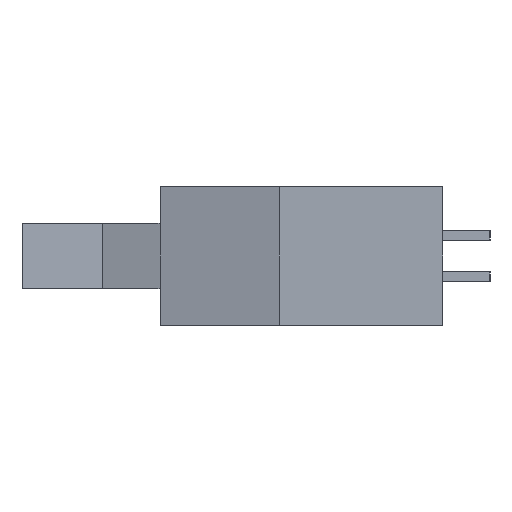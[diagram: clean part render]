
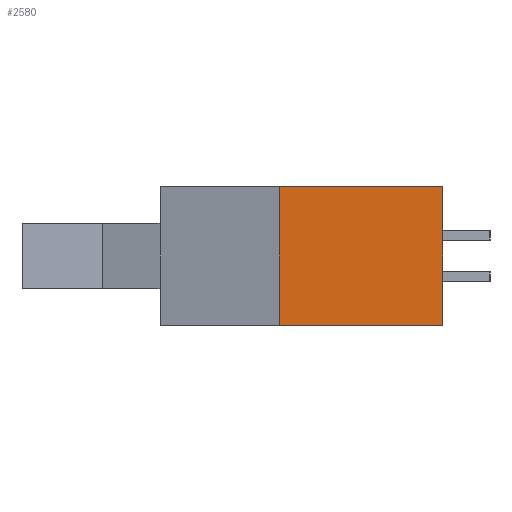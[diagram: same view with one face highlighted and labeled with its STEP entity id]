
A CAD part, left-side view. The second image highlights one B-rep face of the part: STEP entity #2580.
In plain terms, the highlighted planar face has unit normal (-1, 0, 0).
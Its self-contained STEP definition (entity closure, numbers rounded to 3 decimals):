
#2580=ADVANCED_FACE('',(#3392),#2988,.T.);
#2988=PLANE('',#10087);
#3392=FACE_OUTER_BOUND('',#3794,.T.);
#3794=EDGE_LOOP('',(#5284,#5285,#5286,#5287));
#5284=ORIENTED_EDGE('',*,*,#7502,.T.);
#5285=ORIENTED_EDGE('',*,*,#7503,.T.);
#5286=ORIENTED_EDGE('',*,*,#7504,.T.);
#5287=ORIENTED_EDGE('',*,*,#7499,.F.);
#6553=VERTEX_POINT('',#13736);
#6554=VERTEX_POINT('',#13738);
#6556=VERTEX_POINT('',#13744);
#6557=VERTEX_POINT('',#13746);
#7499=EDGE_CURVE('',#6553,#6554,#8524,.T.);
#7502=EDGE_CURVE('',#6553,#6556,#8527,.T.);
#7503=EDGE_CURVE('',#6556,#6557,#8528,.T.);
#7504=EDGE_CURVE('',#6557,#6554,#8529,.T.);
#8524=LINE('',#13737,#9541);
#8527=LINE('',#13743,#9544);
#8528=LINE('',#13745,#9545);
#8529=LINE('',#13747,#9546);
#9541=VECTOR('',#11657,1.);
#9544=VECTOR('',#11662,1.);
#9545=VECTOR('',#11663,1.);
#9546=VECTOR('',#11664,1.);
#10087=AXIS2_PLACEMENT_3D('',#13748,#11665,#11666);
#11657=DIRECTION('',(0.,0.,1.));
#11662=DIRECTION('',(0.,-1.,0.));
#11663=DIRECTION('',(0.,0.,1.));
#11664=DIRECTION('',(0.,1.,0.));
#11665=DIRECTION('',(-1.,0.,0.));
#11666=DIRECTION('',(0.,-1.,0.));
#13736=CARTESIAN_POINT('',(-31.773,12.59,0.));
#13737=CARTESIAN_POINT('',(-31.773,12.59,0.));
#13738=CARTESIAN_POINT('',(-31.773,12.59,8.5));
#13743=CARTESIAN_POINT('',(-31.773,12.59,0.));
#13744=CARTESIAN_POINT('',(-31.773,2.59,0.));
#13745=CARTESIAN_POINT('',(-31.773,2.59,0.));
#13746=CARTESIAN_POINT('',(-31.773,2.59,8.5));
#13747=CARTESIAN_POINT('',(-31.773,2.59,8.5));
#13748=CARTESIAN_POINT('',(-31.773,12.59,0.));
